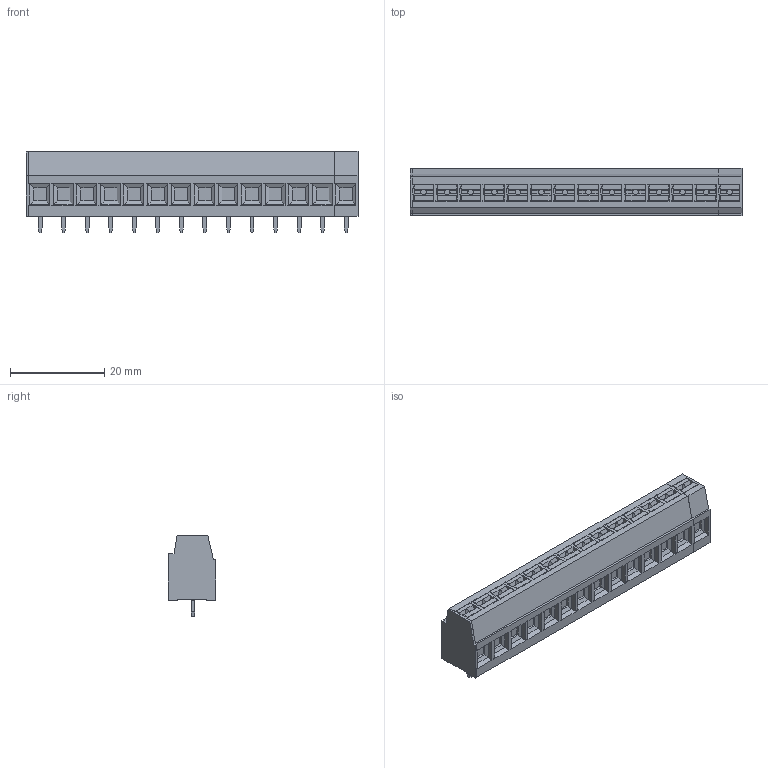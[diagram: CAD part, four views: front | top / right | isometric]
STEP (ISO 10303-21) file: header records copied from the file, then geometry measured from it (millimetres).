
FILE_DESCRIPTION(('CATIA V5 STEP Exchange','CAx-IF Rec.Pracs.--- Model Styling and Organization---1.4--- 2014-01-23'),'2;1');
FILE_NAME ('D1528658_0_2786660000_2786660000.stp','2022-04-26T10:45:09+00:00',('none'),('Weidmueller'),'CATIA Version 5-6 Release 2016 SP3 HF44','CATIA V5 STEP AP214','none');
FILE_SCHEMA(('AUTOMOTIVE_DESIGN { 1 0 10303 214 1 1 1 1 }'));
Length unit declared in the file: millimetre
Products named in the file (1): 2786660000
Bounding box: 70.5 x 10 x 17.3 mm (x, y, z)
Volume: 8351 mm3; surface area: 5846.9 mm2
Topology: 31 solids, 60 shells, 1484 faces, 4048 edges, 2712 vertices
Faces by surface type: plane 1375, cylinder 97, cone 12
Entity records: 43569 total; most frequent: CARTESIAN_POINT 9437, ORIENTED_EDGE 8096, DIRECTION 5237, EDGE_CURVE 4048, VECTOR 3631, LINE 3631, VERTEX_POINT 2712, EDGE_LOOP 1540
